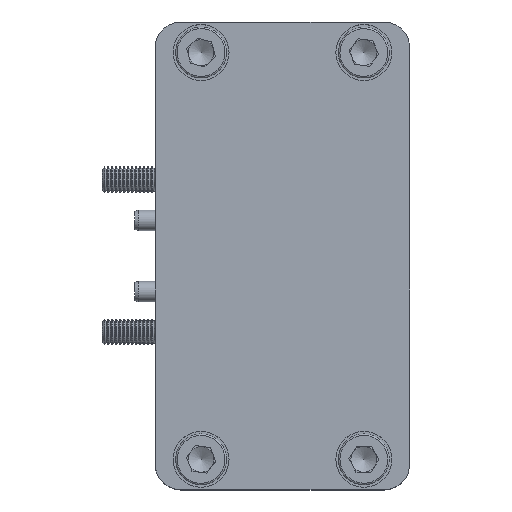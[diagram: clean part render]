
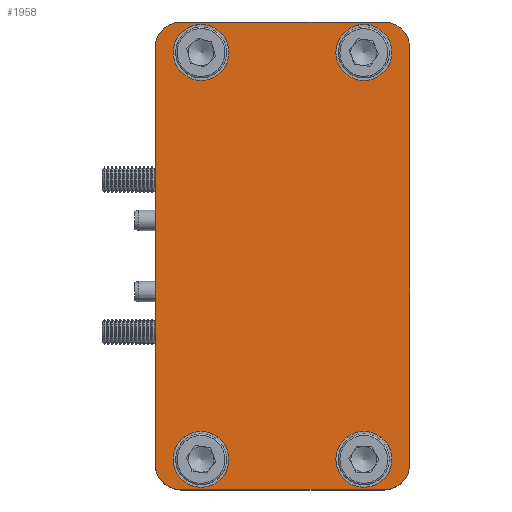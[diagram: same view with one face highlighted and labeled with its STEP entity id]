
A CAD part, top view. The second image highlights one B-rep face of the part: STEP entity #1958.
In plain terms, the highlighted planar face has unit normal (0, 0, 1).
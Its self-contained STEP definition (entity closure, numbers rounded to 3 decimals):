
#63 = FACE_BOUND ( 'NONE', #4677, .T. ) ;
#64 = ORIENTED_EDGE ( 'NONE', *, *, #3586, .T. ) ;
#93 = VERTEX_POINT ( 'NONE', #5175 ) ;
#186 = EDGE_CURVE ( 'NONE', #4397, #4769, #4414, .T. ) ;
#315 = CIRCLE ( 'NONE', #3116, 5.5 ) ;
#325 = CIRCLE ( 'NONE', #639, 5.5 ) ;
#330 = CARTESIAN_POINT ( 'NONE',  ( -25., -41., 18. ) ) ;
#358 = EDGE_LOOP ( 'NONE', ( #3526 ) ) ;
#364 = VECTOR ( 'NONE', #1916, 1000. ) ;
#482 = DIRECTION ( 'NONE',  ( 1., 0., 0. ) ) ;
#516 = DIRECTION ( 'NONE',  ( 1., 0., 0. ) ) ;
#529 = EDGE_CURVE ( 'NONE', #4769, #984, #5366, .T. ) ;
#566 = DIRECTION ( 'NONE',  ( 0., 0., 1. ) ) ;
#639 = AXIS2_PLACEMENT_3D ( 'NONE', #4510, #5340, #516 ) ;
#832 = DIRECTION ( 'NONE',  ( 0., 0., 1. ) ) ;
#869 = VERTEX_POINT ( 'NONE', #4889 ) ;
#927 = PLANE ( 'NONE',  #1074 ) ;
#942 = CARTESIAN_POINT ( 'NONE',  ( 16., 40., 18. ) ) ;
#961 = DIRECTION ( 'NONE',  ( 1., 0., 0. ) ) ;
#984 = VERTEX_POINT ( 'NONE', #3908 ) ;
#1049 = VERTEX_POINT ( 'NONE', #4580 ) ;
#1074 = AXIS2_PLACEMENT_3D ( 'NONE', #3176, #1395, #961 ) ;
#1096 = CARTESIAN_POINT ( 'NONE',  ( -20., 46., 18. ) ) ;
#1164 = VERTEX_POINT ( 'NONE', #2331 ) ;
#1171 = EDGE_CURVE ( 'NONE', #2344, #2344, #1913, .T. ) ;
#1251 = VERTEX_POINT ( 'NONE', #1387 ) ;
#1256 = AXIS2_PLACEMENT_3D ( 'NONE', #5368, #566, #1415 ) ;
#1291 = EDGE_CURVE ( 'NONE', #1904, #1904, #5299, .T. ) ;
#1340 = ORIENTED_EDGE ( 'NONE', *, *, #3071, .T. ) ;
#1376 = CARTESIAN_POINT ( 'NONE',  ( -20., -41., 18. ) ) ;
#1382 = DIRECTION ( 'NONE',  ( 0., 0., 1. ) ) ;
#1383 = LINE ( 'NONE', #2386, #1629 ) ;
#1387 = CARTESIAN_POINT ( 'NONE',  ( 20., -46., 18. ) ) ;
#1395 = DIRECTION ( 'NONE',  ( 0., 0., 1. ) ) ;
#1415 = DIRECTION ( 'NONE',  ( 1., 0., 0. ) ) ;
#1529 = DIRECTION ( 'NONE',  ( 0., 0., 1. ) ) ;
#1629 = VECTOR ( 'NONE', #482, 1000. ) ;
#1630 = EDGE_CURVE ( 'NONE', #1049, #1049, #315, .T. ) ;
#1711 = EDGE_LOOP ( 'NONE', ( #4855 ) ) ;
#1904 = VERTEX_POINT ( 'NONE', #5036 ) ;
#1913 = CIRCLE ( 'NONE', #1256, 5.5 ) ;
#1916 = DIRECTION ( 'NONE',  ( -1., 0., 0. ) ) ;
#1958 = ADVANCED_FACE ( 'NONE', ( #5350, #4919, #63, #5296, #2229 ), #927, .T. ) ;
#2028 = CARTESIAN_POINT ( 'NONE',  ( 25., -41., 18. ) ) ;
#2188 = EDGE_CURVE ( 'NONE', #93, #5646, #2488, .T. ) ;
#2214 = EDGE_LOOP ( 'NONE', ( #4529, #64, #5335, #3730, #4969, #3522, #1340, #3963 ) ) ;
#2229 = FACE_OUTER_BOUND ( 'NONE', #2214, .T. ) ;
#2331 = CARTESIAN_POINT ( 'NONE',  ( -20., -46., 18. ) ) ;
#2344 = VERTEX_POINT ( 'NONE', #4176 ) ;
#2347 = AXIS2_PLACEMENT_3D ( 'NONE', #3490, #832, #4807 ) ;
#2386 = CARTESIAN_POINT ( 'NONE',  ( -25., -46., 18. ) ) ;
#2488 = LINE ( 'NONE', #3425, #4373 ) ;
#2838 = DIRECTION ( 'NONE',  ( 1., 0., 0. ) ) ;
#2995 = EDGE_CURVE ( 'NONE', #1164, #1251, #1383, .T. ) ;
#3002 = DIRECTION ( 'NONE',  ( 0., -1., 0. ) ) ;
#3005 = EDGE_CURVE ( 'NONE', #1251, #4397, #5218, .T. ) ;
#3047 = EDGE_CURVE ( 'NONE', #869, #869, #325, .T. ) ;
#3071 = EDGE_CURVE ( 'NONE', #984, #3866, #5364, .T. ) ;
#3116 = AXIS2_PLACEMENT_3D ( 'NONE', #942, #1382, #2838 ) ;
#3135 = CARTESIAN_POINT ( 'NONE',  ( 25., 46., 18. ) ) ;
#3176 = CARTESIAN_POINT ( 'NONE',  ( 0., 0., 18. ) ) ;
#3194 = CARTESIAN_POINT ( 'NONE',  ( -25., 46., 18. ) ) ;
#3224 = CARTESIAN_POINT ( 'NONE',  ( 20., -41., 18. ) ) ;
#3425 = CARTESIAN_POINT ( 'NONE',  ( -25., 46., 18. ) ) ;
#3490 = CARTESIAN_POINT ( 'NONE',  ( 20., 41., 18. ) ) ;
#3522 = ORIENTED_EDGE ( 'NONE', *, *, #529, .T. ) ;
#3526 = ORIENTED_EDGE ( 'NONE', *, *, #1291, .F. ) ;
#3586 = EDGE_CURVE ( 'NONE', #5646, #1164, #4193, .T. ) ;
#3730 = ORIENTED_EDGE ( 'NONE', *, *, #3005, .T. ) ;
#3791 = DIRECTION ( 'NONE',  ( 1., 0., 0. ) ) ;
#3866 = VERTEX_POINT ( 'NONE', #1096 ) ;
#3908 = CARTESIAN_POINT ( 'NONE',  ( 20., 46., 18. ) ) ;
#3963 = ORIENTED_EDGE ( 'NONE', *, *, #5189, .T. ) ;
#4050 = DIRECTION ( 'NONE',  ( 0., 0., 1. ) ) ;
#4176 = CARTESIAN_POINT ( 'NONE',  ( -10.5, 40., 18. ) ) ;
#4193 = CIRCLE ( 'NONE', #4377, 5. ) ;
#4202 = DIRECTION ( 'NONE',  ( 0., 0., 1. ) ) ;
#4281 = DIRECTION ( 'NONE',  ( 1., 0., 0. ) ) ;
#4353 = DIRECTION ( 'NONE',  ( 0., 1., 0. ) ) ;
#4373 = VECTOR ( 'NONE', #3002, 1000. ) ;
#4377 = AXIS2_PLACEMENT_3D ( 'NONE', #1376, #4050, #4475 ) ;
#4385 = AXIS2_PLACEMENT_3D ( 'NONE', #5105, #1529, #4281 ) ;
#4397 = VERTEX_POINT ( 'NONE', #2028 ) ;
#4414 = LINE ( 'NONE', #3135, #5185 ) ;
#4450 = DIRECTION ( 'NONE',  ( 0., 0., 1. ) ) ;
#4475 = DIRECTION ( 'NONE',  ( 1., 0., 0. ) ) ;
#4485 = ORIENTED_EDGE ( 'NONE', *, *, #1630, .F. ) ;
#4510 = CARTESIAN_POINT ( 'NONE',  ( 16., -40., 18. ) ) ;
#4529 = ORIENTED_EDGE ( 'NONE', *, *, #2188, .T. ) ;
#4564 = DIRECTION ( 'NONE',  ( 1., 0., 0. ) ) ;
#4580 = CARTESIAN_POINT ( 'NONE',  ( 21.5, 40., 18. ) ) ;
#4613 = ORIENTED_EDGE ( 'NONE', *, *, #3047, .F. ) ;
#4654 = CIRCLE ( 'NONE', #4930, 5. ) ;
#4677 = EDGE_LOOP ( 'NONE', ( #4613 ) ) ;
#4769 = VERTEX_POINT ( 'NONE', #5387 ) ;
#4807 = DIRECTION ( 'NONE',  ( 1., 0., 0. ) ) ;
#4855 = ORIENTED_EDGE ( 'NONE', *, *, #1171, .F. ) ;
#4889 = CARTESIAN_POINT ( 'NONE',  ( 21.5, -40., 18. ) ) ;
#4919 = FACE_BOUND ( 'NONE', #4935, .T. ) ;
#4930 = AXIS2_PLACEMENT_3D ( 'NONE', #5599, #4202, #3791 ) ;
#4935 = EDGE_LOOP ( 'NONE', ( #4485 ) ) ;
#4969 = ORIENTED_EDGE ( 'NONE', *, *, #186, .T. ) ;
#5036 = CARTESIAN_POINT ( 'NONE',  ( -10.5, -40., 18. ) ) ;
#5105 = CARTESIAN_POINT ( 'NONE',  ( -16., -40., 18. ) ) ;
#5175 = CARTESIAN_POINT ( 'NONE',  ( -25., 41., 18. ) ) ;
#5185 = VECTOR ( 'NONE', #4353, 1000. ) ;
#5189 = EDGE_CURVE ( 'NONE', #3866, #93, #4654, .T. ) ;
#5218 = CIRCLE ( 'NONE', #5585, 5. ) ;
#5296 = FACE_BOUND ( 'NONE', #358, .T. ) ;
#5299 = CIRCLE ( 'NONE', #4385, 5.5 ) ;
#5335 = ORIENTED_EDGE ( 'NONE', *, *, #2995, .T. ) ;
#5340 = DIRECTION ( 'NONE',  ( 0., 0., 1. ) ) ;
#5350 = FACE_BOUND ( 'NONE', #1711, .T. ) ;
#5364 = LINE ( 'NONE', #3194, #364 ) ;
#5366 = CIRCLE ( 'NONE', #2347, 5. ) ;
#5368 = CARTESIAN_POINT ( 'NONE',  ( -16., 40., 18. ) ) ;
#5387 = CARTESIAN_POINT ( 'NONE',  ( 25., 41., 18. ) ) ;
#5585 = AXIS2_PLACEMENT_3D ( 'NONE', #3224, #4450, #4564 ) ;
#5599 = CARTESIAN_POINT ( 'NONE',  ( -20., 41., 18. ) ) ;
#5646 = VERTEX_POINT ( 'NONE', #330 ) ;
